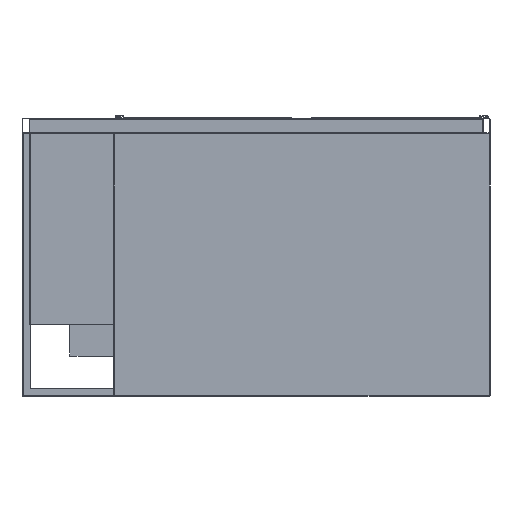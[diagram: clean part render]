
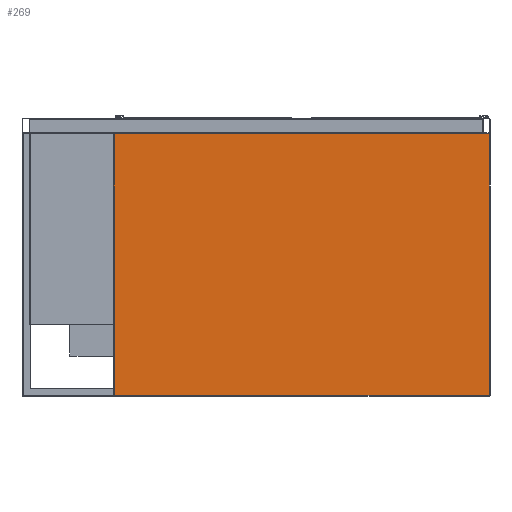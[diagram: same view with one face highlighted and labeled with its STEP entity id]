
A CAD part, front view. The second image highlights one B-rep face of the part: STEP entity #269.
In plain terms, the highlighted planar face has unit normal (0, -1, 0).
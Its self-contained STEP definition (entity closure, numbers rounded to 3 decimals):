
#269 = ADVANCED_FACE ( 'Fl�che8', ( #4235 ), #8679, .T. ) ;
#753 = AXIS2_PLACEMENT_3D ( 'NONE', #6905, #2635, #12932 ) ;
#1287 = LINE ( 'NONE', #9294, #13552 ) ;
#1347 = VECTOR ( 'NONE', #8669, 1000. ) ;
#1377 = DIRECTION ( 'NONE',  ( 1., 0., 0. ) ) ;
#1822 = CARTESIAN_POINT ( 'NONE',  ( 513., -255., -42. ) ) ;
#2481 = VERTEX_POINT ( 'NONE', #1822 ) ;
#2623 = CARTESIAN_POINT ( 'NONE',  ( -513., -255., -758. ) ) ;
#2635 = DIRECTION ( 'NONE',  ( 0., -1., 0. ) ) ;
#3093 = ORIENTED_EDGE ( 'NONE', *, *, #8079, .T. ) ;
#3488 = VERTEX_POINT ( 'NONE', #7015 ) ;
#3816 = ORIENTED_EDGE ( 'NONE', *, *, #11063, .T. ) ;
#4235 = FACE_OUTER_BOUND ( 'NONE', #6649, .T. ) ;
#4865 = DIRECTION ( 'NONE',  ( -1., 0., 0. ) ) ;
#6112 = EDGE_CURVE ( 'NONE', #14579, #3488, #1287, .T. ) ;
#6151 = CARTESIAN_POINT ( 'NONE',  ( -515., -255., -42. ) ) ;
#6649 = EDGE_LOOP ( 'NONE', ( #18810, #3093, #14854, #3816 ) ) ;
#6905 = CARTESIAN_POINT ( 'NONE',  ( -515., -255., -760. ) ) ;
#7015 = CARTESIAN_POINT ( 'NONE',  ( 513., -255., -758. ) ) ;
#7278 = LINE ( 'NONE', #6151, #16791 ) ;
#8079 = EDGE_CURVE ( 'NONE', #13673, #14579, #11244, .T. ) ;
#8568 = CARTESIAN_POINT ( 'NONE',  ( 513., -255., -760. ) ) ;
#8669 = DIRECTION ( 'NONE',  ( 0., 0., 1. ) ) ;
#8679 = PLANE ( 'NONE',  #753 ) ;
#9294 = CARTESIAN_POINT ( 'NONE',  ( -515., -255., -758. ) ) ;
#10868 = CARTESIAN_POINT ( 'NONE',  ( -513., -255., -42. ) ) ;
#11063 = EDGE_CURVE ( 'NONE', #3488, #2481, #14708, .T. ) ;
#11244 = LINE ( 'NONE', #14404, #18011 ) ;
#11344 = DIRECTION ( 'NONE',  ( 0., 0., -1. ) ) ;
#12932 = DIRECTION ( 'NONE',  ( 0., 0., -1. ) ) ;
#13552 = VECTOR ( 'NONE', #1377, 1000. ) ;
#13673 = VERTEX_POINT ( 'NONE', #10868 ) ;
#14404 = CARTESIAN_POINT ( 'NONE',  ( -513., -255., -760. ) ) ;
#14579 = VERTEX_POINT ( 'NONE', #2623 ) ;
#14708 = LINE ( 'NONE', #8568, #1347 ) ;
#14854 = ORIENTED_EDGE ( 'NONE', *, *, #6112, .T. ) ;
#16791 = VECTOR ( 'NONE', #4865, 1000. ) ;
#18011 = VECTOR ( 'NONE', #11344, 1000. ) ;
#18653 = EDGE_CURVE ( 'NONE', #2481, #13673, #7278, .T. ) ;
#18810 = ORIENTED_EDGE ( 'NONE', *, *, #18653, .T. ) ;
